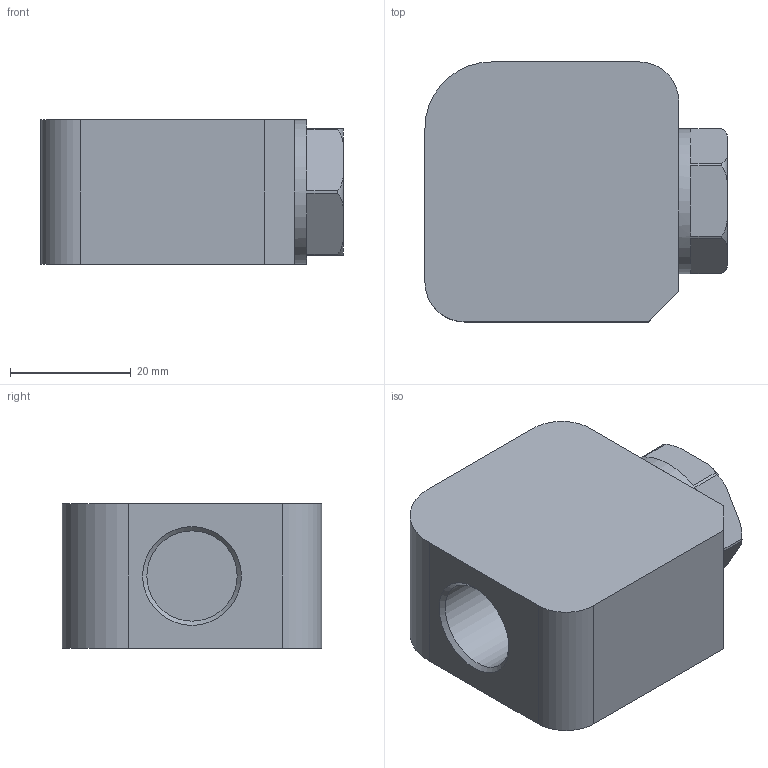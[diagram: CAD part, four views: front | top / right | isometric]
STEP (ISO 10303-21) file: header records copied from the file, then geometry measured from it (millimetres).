
FILE_DESCRIPTION((''),'2;1');
FILE_NAME('SVXA2 B3B3 OP.stp','2013-03-11T17:42:25',('LUIGI'),(''),'Autodesk Inventor 2013','Autodesk Inventor 2013','');
FILE_SCHEMA(('AUTOMOTIVE_DESIGN { 1 0 10303 214 1 1 1 1 }'));
Length unit declared in the file: millimetre
Products named in the file (1): SVXA2 B3B3 OP
Bounding box: 50 x 43 x 24 mm (x, y, z)
Volume: 34861.8 mm3; surface area: 10349.2 mm2
Topology: 1 solids, 1 shells, 40 faces, 105 edges, 68 vertices
Faces by surface type: plane 24, cylinder 7, torus 6, cone 3
Full cylindrical faces by diameter (mm): 14.95 x3, 24 x1
Entity records: 1265 total; most frequent: CARTESIAN_POINT 285, DIRECTION 201, ORIENTED_EDGE 190, EDGE_CURVE 95, AXIS2_PLACEMENT_3D 77, VERTEX_POINT 65, EDGE_LOOP 50, VECTOR 47
